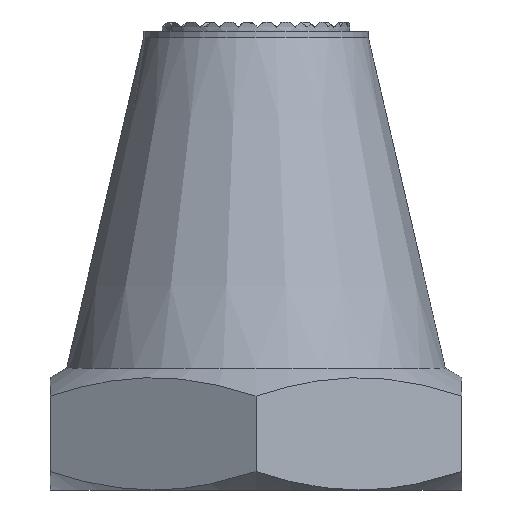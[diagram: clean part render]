
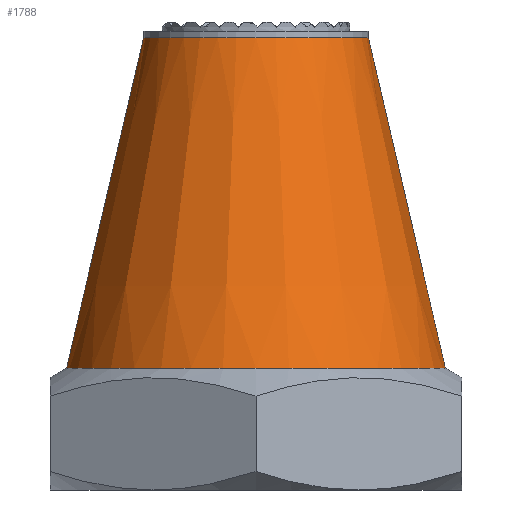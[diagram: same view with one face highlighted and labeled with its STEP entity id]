
A CAD part, front view. The second image highlights one B-rep face of the part: STEP entity #1788.
In plain terms, the highlighted conical face has half-angle 13.133 degrees and reference radius 5.06 mm.
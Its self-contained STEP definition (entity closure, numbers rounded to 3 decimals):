
#174 = CIRCLE ( 'NONE', #8156, 5.06 ) ;
#202 = CARTESIAN_POINT ( 'NONE',  ( 3., 0., 12.083 ) ) ;
#709 = CONICAL_SURFACE ( 'NONE', #6778, 5.06, 0.229 ) ;
#937 = DIRECTION ( 'NONE',  ( 1., 0., 0. ) ) ;
#1049 = ORIENTED_EDGE ( 'NONE', *, *, #5609, .F. ) ;
#1104 = CARTESIAN_POINT ( 'NONE',  ( 0., 0., 3.254 ) ) ;
#1162 = DIRECTION ( 'NONE',  ( -0.227, 0., -0.974 ) ) ;
#1788 = ADVANCED_FACE ( 'NONE', ( #5065 ), #709, .T. ) ;
#1962 = CARTESIAN_POINT ( 'NONE',  ( 5.06, 0., 3.254 ) ) ;
#2004 = AXIS2_PLACEMENT_3D ( 'NONE', #2488, #9184, #2341 ) ;
#2116 = CARTESIAN_POINT ( 'NONE',  ( 0., 0., 3.254 ) ) ;
#2286 = EDGE_CURVE ( 'NONE', #4798, #6424, #7107, .T. ) ;
#2341 = DIRECTION ( 'NONE',  ( 1., 0., 0. ) ) ;
#2488 = CARTESIAN_POINT ( 'NONE',  ( 0., 0., 12.083 ) ) ;
#2624 = ORIENTED_EDGE ( 'NONE', *, *, #9456, .F. ) ;
#3787 = VECTOR ( 'NONE', #1162, 1000. ) ;
#4312 = DIRECTION ( 'NONE',  ( 0.227, 0., -0.974 ) ) ;
#4404 = VERTEX_POINT ( 'NONE', #1962 ) ;
#4798 = VERTEX_POINT ( 'NONE', #202 ) ;
#5065 = FACE_OUTER_BOUND ( 'NONE', #7991, .T. ) ;
#5067 = CARTESIAN_POINT ( 'NONE',  ( -3., 0., 12.083 ) ) ;
#5110 = CARTESIAN_POINT ( 'NONE',  ( 5.06, 0., 3.254 ) ) ;
#5573 = EDGE_CURVE ( 'NONE', #6424, #6535, #5703, .T. ) ;
#5609 = EDGE_CURVE ( 'NONE', #4798, #4404, #6752, .T. ) ;
#5703 = LINE ( 'NONE', #8857, #3787 ) ;
#6424 = VERTEX_POINT ( 'NONE', #5067 ) ;
#6504 = VECTOR ( 'NONE', #4312, 1000. ) ;
#6516 = DIRECTION ( 'NONE',  ( 0., 0., -1. ) ) ;
#6535 = VERTEX_POINT ( 'NONE', #9811 ) ;
#6752 = LINE ( 'NONE', #5110, #6504 ) ;
#6778 = AXIS2_PLACEMENT_3D ( 'NONE', #2116, #6516, #7406 ) ;
#6859 = ORIENTED_EDGE ( 'NONE', *, *, #5573, .T. ) ;
#7098 = DIRECTION ( 'NONE',  ( 0., 0., -1. ) ) ;
#7107 = CIRCLE ( 'NONE', #2004, 3. ) ;
#7406 = DIRECTION ( 'NONE',  ( 1., 0., 0. ) ) ;
#7746 = ORIENTED_EDGE ( 'NONE', *, *, #2286, .T. ) ;
#7991 = EDGE_LOOP ( 'NONE', ( #7746, #6859, #2624, #1049 ) ) ;
#8156 = AXIS2_PLACEMENT_3D ( 'NONE', #1104, #7098, #937 ) ;
#8857 = CARTESIAN_POINT ( 'NONE',  ( -5.06, 0., 3.254 ) ) ;
#9184 = DIRECTION ( 'NONE',  ( 0., 0., -1. ) ) ;
#9456 = EDGE_CURVE ( 'NONE', #4404, #6535, #174, .T. ) ;
#9811 = CARTESIAN_POINT ( 'NONE',  ( -5.06, 0., 3.254 ) ) ;
